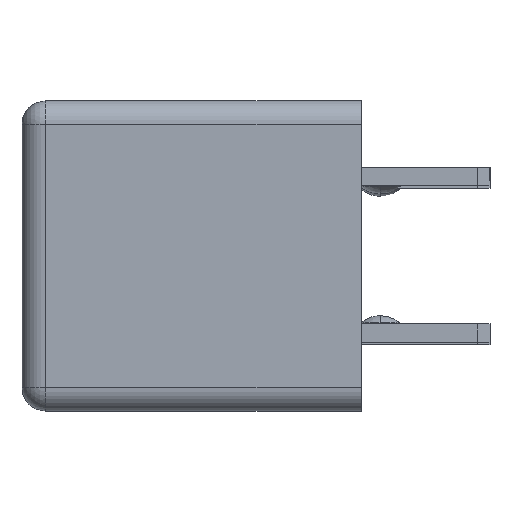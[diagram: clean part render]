
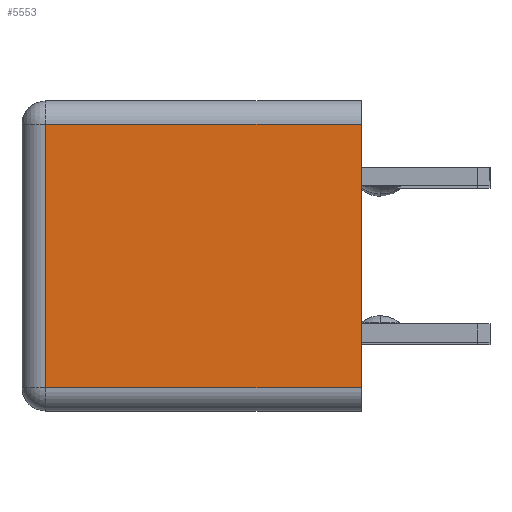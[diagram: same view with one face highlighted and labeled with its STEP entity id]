
A CAD part, left-side view. The second image highlights one B-rep face of the part: STEP entity #5553.
In plain terms, the highlighted planar face has unit normal (-1, 0, 0).
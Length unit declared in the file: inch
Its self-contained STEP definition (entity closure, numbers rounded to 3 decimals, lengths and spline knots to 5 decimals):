
#2285 = CARTESIAN_POINT ( 'NONE',  ( -0.38718, -0.13084, -0.12361 ) ) ;
#3061 = FACE_OUTER_BOUND ( 'NONE', #5554, .T. ) ;
#3070 = DIRECTION ( 'NONE',  ( 0., -1., 0. ) ) ;
#3071 = VECTOR ( 'NONE', #3070, 39.37008 ) ;
#3072 = CARTESIAN_POINT ( 'NONE',  ( -0.38718, 0.15916, 0.10139 ) ) ;
#3073 = LINE ( 'NONE', #3072, #3071 ) ;
#3074 = DIRECTION ( 'NONE',  ( 0., -1., 0. ) ) ;
#3075 = VECTOR ( 'NONE', #3074, 39.37008 ) ;
#3076 = CARTESIAN_POINT ( 'NONE',  ( -0.38718, 0.15916, -0.12361 ) ) ;
#3077 = LINE ( 'NONE', #3076, #3075 ) ;
#3078 = CARTESIAN_POINT ( 'NONE',  ( -0.38718, 0.13916, -0.12361 ) ) ;
#3100 = DIRECTION ( 'NONE',  ( 0., 0., -1. ) ) ;
#3101 = DIRECTION ( 'NONE',  ( 1., 0., 0. ) ) ;
#3102 = CARTESIAN_POINT ( 'NONE',  ( -0.38718, 0.15916, -0.12361 ) ) ;
#3103 = AXIS2_PLACEMENT_3D ( 'NONE', #3102, #3101, #3100 ) ;
#3104 = PLANE ( 'NONE',  #3103 ) ;
#3248 = CARTESIAN_POINT ( 'NONE',  ( -0.38718, -0.13084, 0.10139 ) ) ;
#3413 = CARTESIAN_POINT ( 'NONE',  ( -0.38718, 0.13916, 0.10139 ) ) ;
#3414 = DIRECTION ( 'NONE',  ( 0., 0., -1. ) ) ;
#3415 = VECTOR ( 'NONE', #3414, 39.37008 ) ;
#3416 = CARTESIAN_POINT ( 'NONE',  ( -0.38718, 0.13916, -0.12361 ) ) ;
#3421 = LINE ( 'NONE', #3416, #3415 ) ;
#3554 = DIRECTION ( 'NONE',  ( 0., 0., 1. ) ) ;
#3555 = VECTOR ( 'NONE', #3554, 39.37008 ) ;
#3556 = CARTESIAN_POINT ( 'NONE',  ( -0.38718, -0.13084, -0.12361 ) ) ;
#3557 = LINE ( 'NONE', #3556, #3555 ) ;
#5292 = VERTEX_POINT ( 'NONE', #2285 ) ;
#5543 = VERTEX_POINT ( 'NONE', #3078 ) ;
#5546 = ORIENTED_EDGE ( 'NONE', *, *, #5643, .T. ) ;
#5547 = ORIENTED_EDGE ( 'NONE', *, *, #5548, .T. ) ;
#5548 = EDGE_CURVE ( 'NONE', #5543, #5292, #3077, .T. ) ;
#5550 = EDGE_CURVE ( 'NONE', #5644, #5594, #3073, .T. ) ;
#5553 = ADVANCED_FACE ( 'NONE', ( #3061 ), #3104, .F. ) ;
#5554 = EDGE_LOOP ( 'NONE', ( #5555, #5546, #5547, #5700 ) ) ;
#5555 = ORIENTED_EDGE ( 'NONE', *, *, #5550, .F. ) ;
#5594 = VERTEX_POINT ( 'NONE', #3248 ) ;
#5643 = EDGE_CURVE ( 'NONE', #5644, #5543, #3421, .T. ) ;
#5644 = VERTEX_POINT ( 'NONE', #3413 ) ;
#5691 = EDGE_CURVE ( 'NONE', #5292, #5594, #3557, .T. ) ;
#5700 = ORIENTED_EDGE ( 'NONE', *, *, #5691, .T. ) ;
